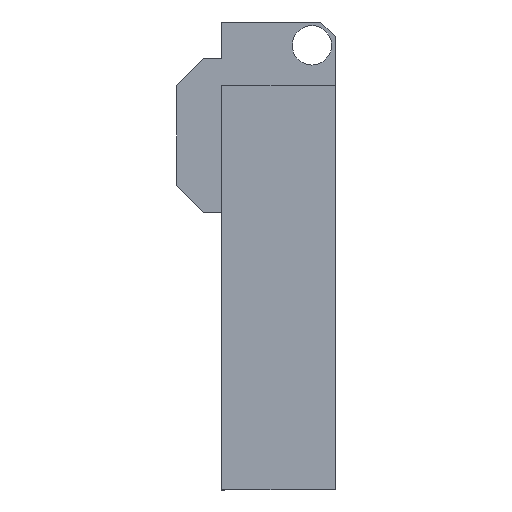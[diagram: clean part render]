
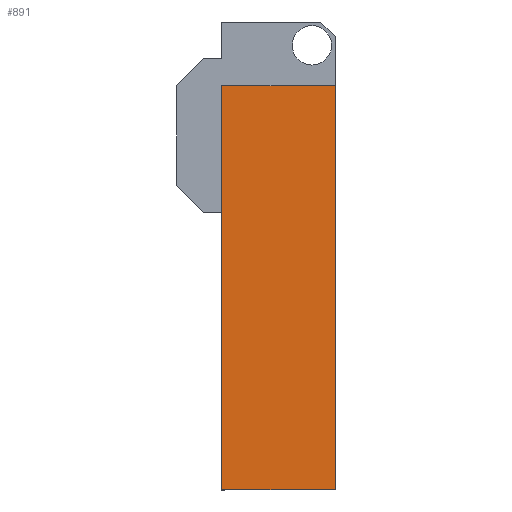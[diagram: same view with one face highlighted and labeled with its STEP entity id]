
A CAD part, front view. The second image highlights one B-rep face of the part: STEP entity #891.
In plain terms, the highlighted planar face has unit normal (0, -1, 0).
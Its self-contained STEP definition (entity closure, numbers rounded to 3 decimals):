
#47=PLANE('',#963);
#89=FACE_OUTER_BOUND('',#139,.T.);
#139=EDGE_LOOP('',(#769,#770,#771,#772));
#218=LINE('',#1364,#328);
#219=LINE('',#1367,#329);
#222=LINE('',#1373,#332);
#243=LINE('',#1418,#353);
#328=VECTOR('',#1118,10.);
#329=VECTOR('',#1121,10.);
#332=VECTOR('',#1126,10.);
#353=VECTOR('',#1159,1000.);
#441=VERTEX_POINT('',#1360);
#442=VERTEX_POINT('',#1362);
#443=VERTEX_POINT('',#1366);
#445=VERTEX_POINT('',#1372);
#550=EDGE_CURVE('',#442,#441,#218,.T.);
#551=EDGE_CURVE('',#443,#441,#219,.T.);
#554=EDGE_CURVE('',#445,#443,#222,.T.);
#577=EDGE_CURVE('',#442,#445,#243,.T.);
#769=ORIENTED_EDGE('',*,*,#554,.T.);
#770=ORIENTED_EDGE('',*,*,#551,.T.);
#771=ORIENTED_EDGE('',*,*,#550,.F.);
#772=ORIENTED_EDGE('',*,*,#577,.T.);
#891=ADVANCED_FACE('',(#89),#47,.F.);
#963=AXIS2_PLACEMENT_3D('',#1417,#1157,#1158);
#1118=DIRECTION('',(-1.,0.,0.));
#1121=DIRECTION('',(0.,0.,-1.));
#1126=DIRECTION('',(-1.,0.,0.));
#1157=DIRECTION('center_axis',(0.,1.,0.));
#1158=DIRECTION('ref_axis',(0.,0.,
-1.));
#1159=DIRECTION('',(0.,0.,1.));
#1360=CARTESIAN_POINT('',(23.75,-50.,71.7));
#1362=CARTESIAN_POINT('',(37.6,-50.,71.7));
#1364=CARTESIAN_POINT('',(37.6,-50.,71.7));
#1366=CARTESIAN_POINT('',(23.75,-50.,121.058));
#1367=CARTESIAN_POINT('',(23.75,-50.,108.858));
#1372=CARTESIAN_POINT('',(37.6,-50.,121.058));
#1373=CARTESIAN_POINT('',(20.175,-50.,121.058));
#1417=CARTESIAN_POINT('Origin',(2.75,-50.,114.958));
#1418=CARTESIAN_POINT('',(37.6,-50.,114.958));
